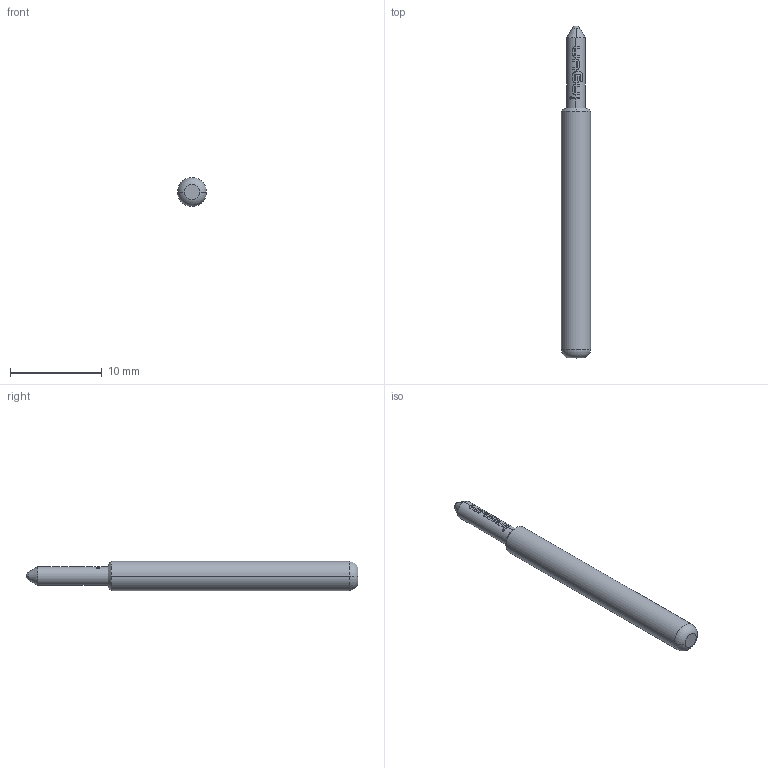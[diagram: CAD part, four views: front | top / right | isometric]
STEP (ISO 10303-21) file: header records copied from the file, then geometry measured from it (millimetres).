
FILE_DESCRIPTION (( 'STEP AP203' ), '1' );
FILE_NAME ('INGUN_HSS-005_313_203_A_xx00.STEP', '2022-01-31T12:13:27', ( 'ochi' ), ( '' ), 'SwSTEP 2.0', 'SolidWorks 2018', '' );
FILE_SCHEMA (( 'CONFIG_CONTROL_DESIGN' ));
Length unit declared in the file: millimetre
Products named in the file (1): INGUN_HSS-005_313_203_A_xx00
Bounding box: 3.16 x 36.1 x 3.16 mm (x, y, z)
Volume: 237.7 mm3; surface area: 331.1 mm2
Topology: 1 solids, 1 shells, 95 faces, 270 edges, 179 vertices
Faces by surface type: bspline 33, plane 31, cylinder 23, cone 4, sphere 2, torus 2
Entity records: 4375 total; most frequent: CARTESIAN_POINT 2344, ORIENTED_EDGE 540, EDGE_CURVE 270, B_SPLINE_CURVE_WITH_KNOTS 222, DIRECTION 196, VERTEX_POINT 179, EDGE_LOOP 97, FACE_OUTER_BOUND 95
